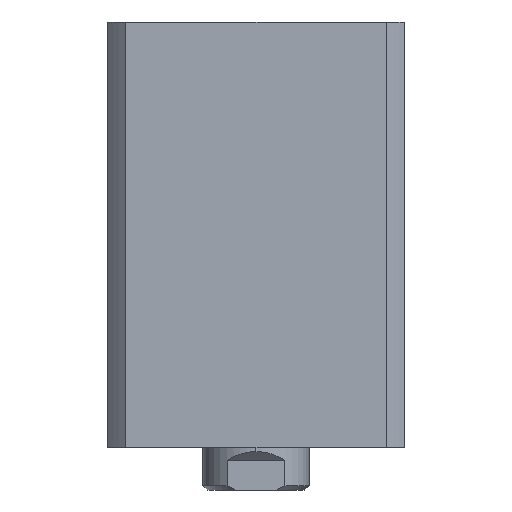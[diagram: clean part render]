
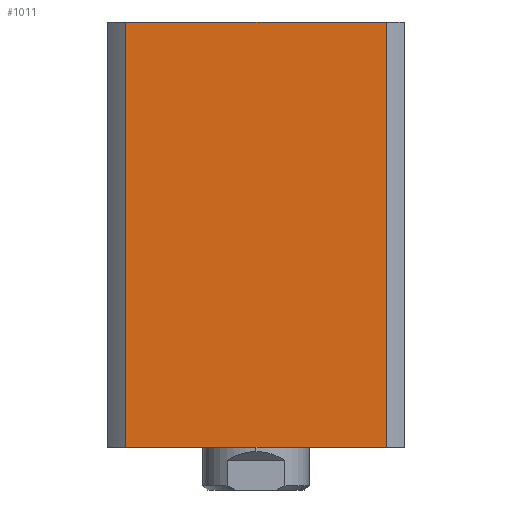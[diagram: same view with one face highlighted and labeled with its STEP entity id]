
A CAD part, left-side view. The second image highlights one B-rep face of the part: STEP entity #1011.
In plain terms, the highlighted planar face has unit normal (-1, 0, 0).
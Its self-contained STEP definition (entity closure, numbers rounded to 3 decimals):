
#82 = ORIENTED_EDGE ( 'NONE', *, *, #2164, .T. ) ;
#83 = ORIENTED_EDGE ( 'NONE', *, *, #2161, .F. ) ;
#86 = ORIENTED_EDGE ( 'NONE', *, *, #2148, .F. ) ;
#88 = ORIENTED_EDGE ( 'NONE', *, *, #2141, .T. ) ;
#939 = VERTEX_POINT ( 'NONE', #1091 ) ;
#1011 = ADVANCED_FACE ( 'NONE', ( #1701 ), #2615, .F. ) ;
#1091 = CARTESIAN_POINT ( 'NONE',  ( -35., -30.615, 0. ) ) ;
#1701 = FACE_OUTER_BOUND ( 'NONE', #3566, .T. ) ;
#1899 = LINE ( 'NONE', #2992, #1901 ) ;
#1901 = VECTOR ( 'NONE', #2979, 1000. ) ;
#1907 = LINE ( 'NONE', #3010, #1912 ) ;
#1912 = VECTOR ( 'NONE', #3015, 1000. ) ;
#1935 = LINE ( 'NONE', #3040, #1938 ) ;
#1938 = VECTOR ( 'NONE', #3041, 1000. ) ;
#1941 = LINE ( 'NONE', #3022, #1943 ) ;
#1943 = VECTOR ( 'NONE', #3019, 1000. ) ;
#2141 = EDGE_CURVE ( 'NONE', #3616, #3328, #1899, .T. ) ;
#2148 = EDGE_CURVE ( 'NONE', #3616, #3635, #1907, .T. ) ;
#2161 = EDGE_CURVE ( 'NONE', #3635, #939, #1935, .T. ) ;
#2164 = EDGE_CURVE ( 'NONE', #3328, #939, #1941, .T. ) ;
#2344 = AXIS2_PLACEMENT_3D ( 'NONE', #2610, #2618, #2619 ) ;
#2610 = CARTESIAN_POINT ( 'NONE',  ( -35., 0., 100. ) ) ;
#2615 = PLANE ( 'NONE',  #2344 ) ;
#2618 = DIRECTION ( 'NONE',  ( 1., 0., 0. ) ) ;
#2619 = DIRECTION ( 'NONE',  ( 0., 0., -1. ) ) ;
#2979 = DIRECTION ( 'NONE',  ( 0., 0., -1. ) ) ;
#2992 = CARTESIAN_POINT ( 'NONE',  ( -35., 30.615, 100. ) ) ;
#3010 = CARTESIAN_POINT ( 'NONE',  ( -35., 0., 100. ) ) ;
#3015 = DIRECTION ( 'NONE',  ( 0., -1., 0. ) ) ;
#3019 = DIRECTION ( 'NONE',  ( 0., -1., 0. ) ) ;
#3022 = CARTESIAN_POINT ( 'NONE',  ( -35., 0., 0. ) ) ;
#3040 = CARTESIAN_POINT ( 'NONE',  ( -35., -30.615, 100. ) ) ;
#3041 = DIRECTION ( 'NONE',  ( 0., 0., -1. ) ) ;
#3267 = CARTESIAN_POINT ( 'NONE',  ( -35., 30.615, 0. ) ) ;
#3328 = VERTEX_POINT ( 'NONE', #3267 ) ;
#3379 = CARTESIAN_POINT ( 'NONE',  ( -35., 30.615, 100. ) ) ;
#3399 = CARTESIAN_POINT ( 'NONE',  ( -35., -30.615, 100. ) ) ;
#3566 = EDGE_LOOP ( 'NONE', ( #82, #83, #86, #88 ) ) ;
#3616 = VERTEX_POINT ( 'NONE', #3379 ) ;
#3635 = VERTEX_POINT ( 'NONE', #3399 ) ;
